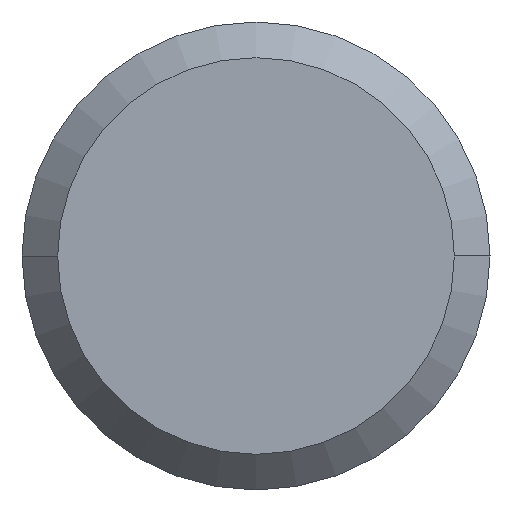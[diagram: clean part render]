
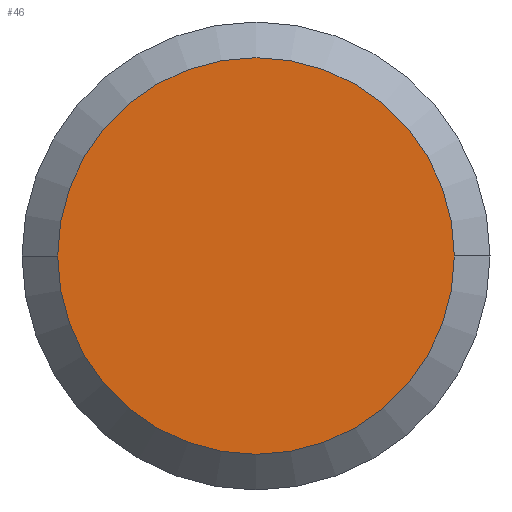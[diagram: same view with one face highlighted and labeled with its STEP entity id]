
A CAD part, left-side view. The second image highlights one B-rep face of the part: STEP entity #46.
In plain terms, the highlighted planar face has unit normal (-1, 0, 0).
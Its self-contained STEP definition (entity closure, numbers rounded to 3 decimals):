
#44 = PLANE ( 'NONE',  #164 ) ;
#46 = ADVANCED_FACE ( 'NONE', ( #147 ), #44, .T. ) ;
#52 = DIRECTION ( 'NONE',  ( 0., 1., 0. ) ) ;
#53 = ORIENTED_EDGE ( 'NONE', *, *, #140, .F. ) ;
#54 = DIRECTION ( 'NONE',  ( 1., 0., 0. ) ) ;
#58 = VERTEX_POINT ( 'NONE', #338 ) ;
#73 = CARTESIAN_POINT ( 'NONE',  ( 0., 0., 0. ) ) ;
#106 = DIRECTION ( 'NONE',  ( 0., -1., 0. ) ) ;
#116 = CIRCLE ( 'NONE', #130, 4.238 ) ;
#130 = AXIS2_PLACEMENT_3D ( 'NONE', #345, #213, #52 ) ;
#140 = EDGE_CURVE ( 'NONE', #179, #58, #390, .T. ) ;
#144 = EDGE_CURVE ( 'NONE', #58, #179, #116, .T. ) ;
#147 = FACE_OUTER_BOUND ( 'NONE', #322, .T. ) ;
#164 = AXIS2_PLACEMENT_3D ( 'NONE', #73, #204, #106 ) ;
#179 = VERTEX_POINT ( 'NONE', #247 ) ;
#181 = DIRECTION ( 'NONE',  ( 0., 1., 0. ) ) ;
#197 = AXIS2_PLACEMENT_3D ( 'NONE', #250, #54, #181 ) ;
#204 = DIRECTION ( 'NONE',  ( -1., 0., 0. ) ) ;
#206 = ORIENTED_EDGE ( 'NONE', *, *, #144, .F. ) ;
#213 = DIRECTION ( 'NONE',  ( 1., 0., 0. ) ) ;
#247 = CARTESIAN_POINT ( 'NONE',  ( 0., -4.238, 0. ) ) ;
#250 = CARTESIAN_POINT ( 'NONE',  ( 0., 0., 0. ) ) ;
#322 = EDGE_LOOP ( 'NONE', ( #206, #53 ) ) ;
#338 = CARTESIAN_POINT ( 'NONE',  ( 0., 4.238, 0. ) ) ;
#345 = CARTESIAN_POINT ( 'NONE',  ( 0., 0., 0. ) ) ;
#390 = CIRCLE ( 'NONE', #197, 4.238 ) ;
